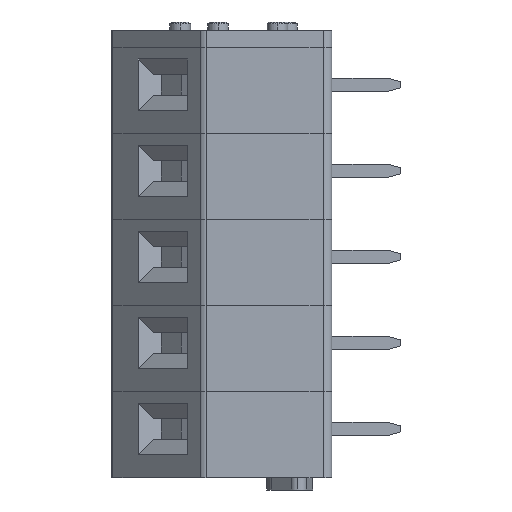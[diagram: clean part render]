
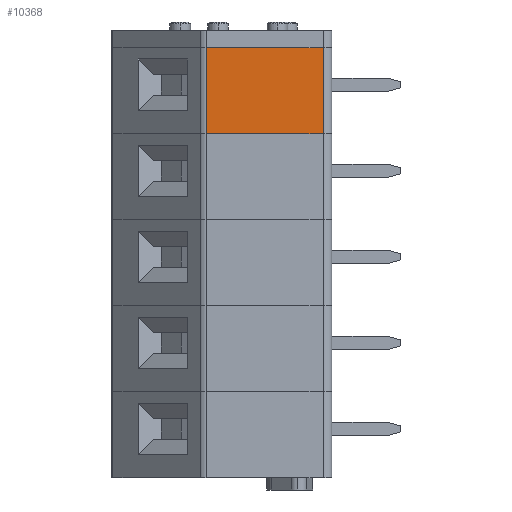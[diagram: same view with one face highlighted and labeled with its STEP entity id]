
A CAD part, left-side view. The second image highlights one B-rep face of the part: STEP entity #10368.
In plain terms, the highlighted planar face has unit normal (-1, 0, 0).
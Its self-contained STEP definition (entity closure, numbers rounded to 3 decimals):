
#509 = FACE_OUTER_BOUND ( 'NONE', #22380, .T. ) ;
#682 = EDGE_CURVE ( 'NONE', #7580, #1318, #25086, .T. ) ;
#1075 = CARTESIAN_POINT ( 'NONE',  ( 0., 7.293, 0. ) ) ;
#1318 = VERTEX_POINT ( 'NONE', #10475 ) ;
#1700 = EDGE_CURVE ( 'NONE', #1318, #14742, #17107, .T. ) ;
#1998 = ORIENTED_EDGE ( 'NONE', *, *, #10948, .T. ) ;
#2748 = CARTESIAN_POINT ( 'NONE',  ( 0., 7.293, 0. ) ) ;
#3498 = CARTESIAN_POINT ( 'NONE',  ( 0., 7.293, 5. ) ) ;
#4581 = ORIENTED_EDGE ( 'NONE', *, *, #682, .T. ) ;
#5607 = EDGE_CURVE ( 'NONE', #24116, #14742, #16778, .T. ) ;
#5774 = ORIENTED_EDGE ( 'NONE', *, *, #5607, .F. ) ;
#7580 = VERTEX_POINT ( 'NONE', #16298 ) ;
#8099 = DIRECTION ( 'NONE',  ( 0., -1., 0. ) ) ;
#9655 = DIRECTION ( 'NONE',  ( 0., -1., 0. ) ) ;
#10368 = ADVANCED_FACE ( 'NONE', ( #509 ), #23239, .T. ) ;
#10475 = CARTESIAN_POINT ( 'NONE',  ( 0., 0.5, 5. ) ) ;
#10948 = EDGE_CURVE ( 'NONE', #24116, #7580, #23646, .T. ) ;
#11775 = DIRECTION ( 'NONE',  ( 0., 0., 1. ) ) ;
#11914 = CARTESIAN_POINT ( 'NONE',  ( 0., 0.5, 0. ) ) ;
#12529 = CARTESIAN_POINT ( 'NONE',  ( 0., 7.293, 5. ) ) ;
#13269 = CARTESIAN_POINT ( 'NONE',  ( 0., 7.293, 0. ) ) ;
#14742 = VERTEX_POINT ( 'NONE', #12529 ) ;
#15654 = ORIENTED_EDGE ( 'NONE', *, *, #1700, .T. ) ;
#16298 = CARTESIAN_POINT ( 'NONE',  ( 0., 0.5, 0. ) ) ;
#16778 = LINE ( 'NONE', #1075, #26996 ) ;
#17107 = LINE ( 'NONE', #3498, #17140 ) ;
#17140 = VECTOR ( 'NONE', #26392, 1000. ) ;
#17221 = VECTOR ( 'NONE', #8099, 1000. ) ;
#17239 = VECTOR ( 'NONE', #11775, 1000. ) ;
#18730 = DIRECTION ( 'NONE',  ( 0., 0., 1. ) ) ;
#21702 = CARTESIAN_POINT ( 'NONE',  ( 0., 7.293, 0. ) ) ;
#22380 = EDGE_LOOP ( 'NONE', ( #4581, #15654, #5774, #1998 ) ) ;
#23239 = PLANE ( 'NONE',  #27728 ) ;
#23646 = LINE ( 'NONE', #21702, #17221 ) ;
#24116 = VERTEX_POINT ( 'NONE', #13269 ) ;
#25086 = LINE ( 'NONE', #11914, #17239 ) ;
#25640 = DIRECTION ( 'NONE',  ( -1., 0., 0. ) ) ;
#26392 = DIRECTION ( 'NONE',  ( 0., 1., 0. ) ) ;
#26996 = VECTOR ( 'NONE', #18730, 1000. ) ;
#27728 = AXIS2_PLACEMENT_3D ( 'NONE', #2748, #25640, #9655 ) ;
